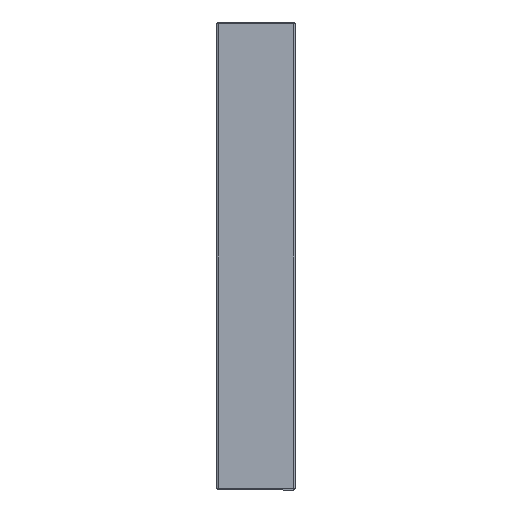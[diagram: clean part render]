
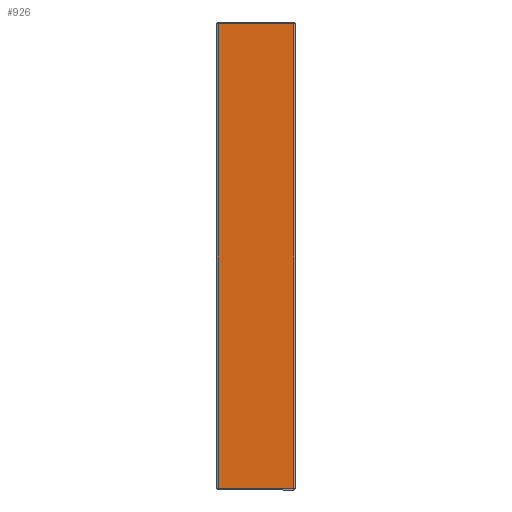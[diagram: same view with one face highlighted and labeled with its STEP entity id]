
A CAD part, left-side view. The second image highlights one B-rep face of the part: STEP entity #926.
In plain terms, the highlighted face is planar.
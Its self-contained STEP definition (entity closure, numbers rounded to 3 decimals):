
#9 = CARTESIAN_POINT ( 'NONE',  ( 295., 0., 50. ) ) ;
#46 = VERTEX_POINT ( 'NONE', #6487 ) ;
#77 = CARTESIAN_POINT ( 'NONE',  ( 0., 0., 0. ) ) ;
#282 = VERTEX_POINT ( 'NONE', #4892 ) ;
#353 = ORIENTED_EDGE ( 'NONE', *, *, #3575, .T. ) ;
#479 = ORIENTED_EDGE ( 'NONE', *, *, #2482, .T. ) ;
#926 = ADVANCED_FACE ( 'NONE', ( #2977 ), #7762, .T. ) ;
#1156 = VECTOR ( 'NONE', #7507, 1000. ) ;
#2065 = VECTOR ( 'NONE', #5709, 1000. ) ;
#2132 = EDGE_CURVE ( 'NONE', #5627, #46, #6168, .T. ) ;
#2163 = LINE ( 'NONE', #4098, #1156 ) ;
#2473 = DIRECTION ( 'NONE',  ( 0., 1., 0. ) ) ;
#2475 = CARTESIAN_POINT ( 'NONE',  ( -295., 0., 48. ) ) ;
#2482 = EDGE_CURVE ( 'NONE', #282, #5627, #2688, .T. ) ;
#2688 = LINE ( 'NONE', #6327, #2065 ) ;
#2977 = FACE_OUTER_BOUND ( 'NONE', #7611, .T. ) ;
#3072 = EDGE_CURVE ( 'NONE', #46, #6766, #5948, .T. ) ;
#3575 = EDGE_CURVE ( 'NONE', #6766, #282, #2163, .T. ) ;
#3709 = ORIENTED_EDGE ( 'NONE', *, *, #2132, .T. ) ;
#4098 = CARTESIAN_POINT ( 'NONE',  ( -295., 0., -48. ) ) ;
#4511 = DIRECTION ( 'NONE',  ( 1., 0., 0. ) ) ;
#4892 = CARTESIAN_POINT ( 'NONE',  ( -295., 0., -48. ) ) ;
#4978 = CARTESIAN_POINT ( 'NONE',  ( 295., 0., -48. ) ) ;
#5627 = VERTEX_POINT ( 'NONE', #2475 ) ;
#5709 = DIRECTION ( 'NONE',  ( 0., 0., 1. ) ) ;
#5734 = ORIENTED_EDGE ( 'NONE', *, *, #3072, .T. ) ;
#5943 = VECTOR ( 'NONE', #4511, 1000. ) ;
#5948 = LINE ( 'NONE', #9, #7307 ) ;
#6038 = AXIS2_PLACEMENT_3D ( 'NONE', #77, #2473, #7615 ) ;
#6168 = LINE ( 'NONE', #6214, #5943 ) ;
#6214 = CARTESIAN_POINT ( 'NONE',  ( 295., 0., 48. ) ) ;
#6327 = CARTESIAN_POINT ( 'NONE',  ( -295., 0., 50. ) ) ;
#6487 = CARTESIAN_POINT ( 'NONE',  ( 295., 0., 48. ) ) ;
#6766 = VERTEX_POINT ( 'NONE', #4978 ) ;
#7131 = DIRECTION ( 'NONE',  ( 0., 0., -1. ) ) ;
#7307 = VECTOR ( 'NONE', #7131, 1000. ) ;
#7507 = DIRECTION ( 'NONE',  ( -1., 0., 0. ) ) ;
#7611 = EDGE_LOOP ( 'NONE', ( #5734, #353, #479, #3709 ) ) ;
#7615 = DIRECTION ( 'NONE',  ( 0., 0., 1. ) ) ;
#7762 = PLANE ( 'NONE',  #6038 ) ;
